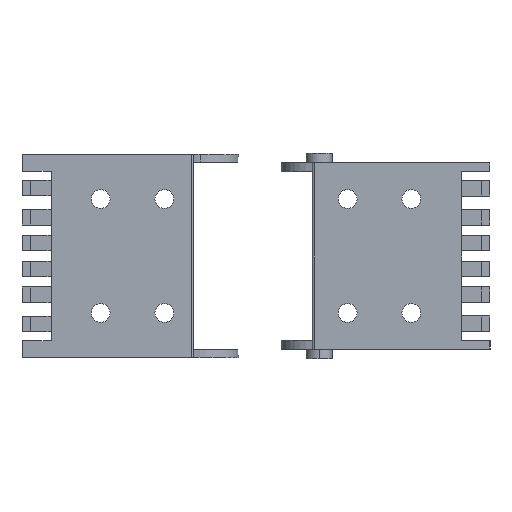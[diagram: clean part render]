
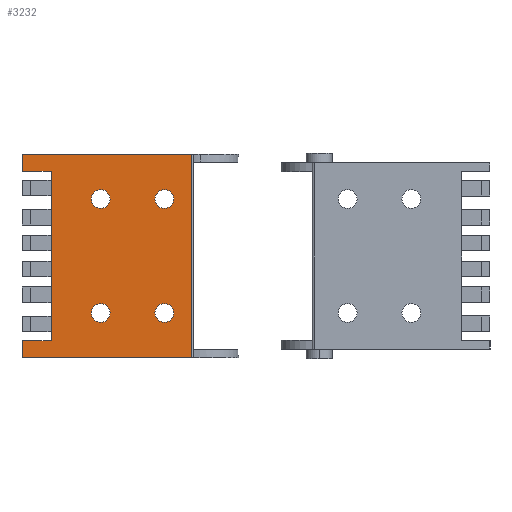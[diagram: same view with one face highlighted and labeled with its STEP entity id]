
A CAD part, front view. The second image highlights one B-rep face of the part: STEP entity #3232.
In plain terms, the highlighted planar face has unit normal (0, -1, 0).
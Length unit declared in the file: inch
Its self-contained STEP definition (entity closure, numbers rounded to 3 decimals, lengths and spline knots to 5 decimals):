
#10 = VERTEX_POINT ( 'NONE', #6148 ) ;
#45 = CARTESIAN_POINT ( 'NONE',  ( 0., 0., 0.09252 ) ) ;
#52 = CARTESIAN_POINT ( 'NONE',  ( -0.33465, 0., -2.09646 ) ) ;
#66 = EDGE_CURVE ( 'NONE', #1890, #1506, #1001, .T. ) ;
#72 = DIRECTION ( 'NONE',  ( 0., 1., 0. ) ) ;
#184 = EDGE_CURVE ( 'NONE', #10, #2139, #5804, .T. ) ;
#223 = CIRCLE ( 'NONE', #3060, 0.11024 ) ;
#359 = AXIS2_PLACEMENT_3D ( 'NONE', #3513, #1926, #6658 ) ;
#373 = CARTESIAN_POINT ( 'NONE',  ( -0.91732, 0., -1.66142 ) ) ;
#387 = EDGE_CURVE ( 'NONE', #416, #3245, #4596, .T. ) ;
#416 = VERTEX_POINT ( 'NONE', #6202 ) ;
#502 = PLANE ( 'NONE',  #5570 ) ;
#541 = DIRECTION ( 'NONE',  ( 1., 0., 0. ) ) ;
#757 = CARTESIAN_POINT ( 'NONE',  ( -1.98819, 0., 0. ) ) ;
#775 = CARTESIAN_POINT ( 'NONE',  ( 0., 0., 0. ) ) ;
#842 = VECTOR ( 'NONE', #1765, 39.37008 ) ;
#854 = DIRECTION ( 'NONE',  ( 0., 0., 1. ) ) ;
#883 = FACE_BOUND ( 'NONE', #3549, .T. ) ;
#913 = CARTESIAN_POINT ( 'NONE',  ( -1.66535, 0., -0.43307 ) ) ;
#960 = DIRECTION ( 'NONE',  ( 0., 1., 0. ) ) ;
#1001 = CIRCLE ( 'NONE', #359, 0.11024 ) ;
#1012 = FACE_OUTER_BOUND ( 'NONE', #6349, .T. ) ;
#1106 = AXIS2_PLACEMENT_3D ( 'NONE', #6276, #1577, #3677 ) ;
#1116 = VERTEX_POINT ( 'NONE', #373 ) ;
#1143 = ORIENTED_EDGE ( 'NONE', *, *, #3874, .T. ) ;
#1174 = ORIENTED_EDGE ( 'NONE', *, *, #4799, .T. ) ;
#1180 = CARTESIAN_POINT ( 'NONE',  ( -0.33465, 0., 0. ) ) ;
#1205 = FACE_BOUND ( 'NONE', #1406, .T. ) ;
#1263 = LINE ( 'NONE', #757, #1315 ) ;
#1289 = AXIS2_PLACEMENT_3D ( 'NONE', #3571, #3166, #3130 ) ;
#1315 = VECTOR ( 'NONE', #2698, 39.37008 ) ;
#1349 = VERTEX_POINT ( 'NONE', #2483 ) ;
#1406 = EDGE_LOOP ( 'NONE', ( #3205, #1624 ) ) ;
#1483 = EDGE_CURVE ( 'NONE', #3245, #416, #5773, .T. ) ;
#1496 = CIRCLE ( 'NONE', #6100, 0.11024 ) ;
#1499 = VECTOR ( 'NONE', #541, 39.37008 ) ;
#1506 = VERTEX_POINT ( 'NONE', #6465 ) ;
#1557 = DIRECTION ( 'NONE',  ( -1., 0., 0. ) ) ;
#1577 = DIRECTION ( 'NONE',  ( 0., 1., 0. ) ) ;
#1614 = CIRCLE ( 'NONE', #1289, 0.11024 ) ;
#1619 = CIRCLE ( 'NONE', #5777, 0.11024 ) ;
#1624 = ORIENTED_EDGE ( 'NONE', *, *, #6273, .T. ) ;
#1664 = CARTESIAN_POINT ( 'NONE',  ( 0., 0., -2.29724 ) ) ;
#1667 = EDGE_CURVE ( 'NONE', #2618, #10, #5832, .T. ) ;
#1753 = FACE_BOUND ( 'NONE', #5041, .T. ) ;
#1765 = DIRECTION ( 'NONE',  ( 0., 0., 1. ) ) ;
#1785 = DIRECTION ( 'NONE',  ( -1., 0., 0. ) ) ;
#1890 = VERTEX_POINT ( 'NONE', #4854 ) ;
#1906 = DIRECTION ( 'NONE',  ( 0., 0., -1. ) ) ;
#1926 = DIRECTION ( 'NONE',  ( 0., 1., 0. ) ) ;
#2014 = CARTESIAN_POINT ( 'NONE',  ( -1.66535, 0., -1.77165 ) ) ;
#2021 = EDGE_CURVE ( 'NONE', #3697, #1116, #1614, .T. ) ;
#2139 = VERTEX_POINT ( 'NONE', #45 ) ;
#2169 = LINE ( 'NONE', #4300, #4122 ) ;
#2193 = VECTOR ( 'NONE', #2720, 39.37008 ) ;
#2483 = CARTESIAN_POINT ( 'NONE',  ( -0.91732, 0., -0.54331 ) ) ;
#2487 = AXIS2_PLACEMENT_3D ( 'NONE', #6362, #5401, #4852 ) ;
#2543 = DIRECTION ( 'NONE',  ( 0., 0., 1. ) ) ;
#2544 = DIRECTION ( 'NONE',  ( 0., 0., 1. ) ) ;
#2618 = VERTEX_POINT ( 'NONE', #6297 ) ;
#2698 = DIRECTION ( 'NONE',  ( 0., 0., -1. ) ) ;
#2720 = DIRECTION ( 'NONE',  ( 0., 0., 1. ) ) ;
#2728 = ORIENTED_EDGE ( 'NONE', *, *, #387, .T. ) ;
#2753 = CARTESIAN_POINT ( 'NONE',  ( 0., 0., -0.10827 ) ) ;
#2864 = DIRECTION ( 'NONE',  ( 0., 0., 1. ) ) ;
#2955 = ORIENTED_EDGE ( 'NONE', *, *, #3109, .T. ) ;
#2980 = EDGE_CURVE ( 'NONE', #1116, #3697, #223, .T. ) ;
#3060 = AXIS2_PLACEMENT_3D ( 'NONE', #3164, #72, #2544 ) ;
#3109 = EDGE_CURVE ( 'NONE', #6043, #3840, #5387, .T. ) ;
#3130 = DIRECTION ( 'NONE',  ( 0., 0., 1. ) ) ;
#3164 = CARTESIAN_POINT ( 'NONE',  ( -0.91732, 0., -1.77165 ) ) ;
#3166 = DIRECTION ( 'NONE',  ( 0., 1., 0. ) ) ;
#3205 = ORIENTED_EDGE ( 'NONE', *, *, #66, .T. ) ;
#3232 = ADVANCED_FACE ( 'NONE', ( #1205, #1753, #3305, #883, #1012 ), #502, .T. ) ;
#3245 = VERTEX_POINT ( 'NONE', #6125 ) ;
#3305 = FACE_BOUND ( 'NONE', #4173, .T. ) ;
#3366 = CARTESIAN_POINT ( 'NONE',  ( 0., 0., -2.09646 ) ) ;
#3401 = ORIENTED_EDGE ( 'NONE', *, *, #4336, .T. ) ;
#3477 = EDGE_CURVE ( 'NONE', #3970, #6708, #5740, .T. ) ;
#3513 = CARTESIAN_POINT ( 'NONE',  ( -1.66535, 0., -0.43307 ) ) ;
#3543 = VERTEX_POINT ( 'NONE', #6429 ) ;
#3549 = EDGE_LOOP ( 'NONE', ( #5762, #3917 ) ) ;
#3571 = CARTESIAN_POINT ( 'NONE',  ( -0.91732, 0., -1.77165 ) ) ;
#3677 = DIRECTION ( 'NONE',  ( 0., 0., 1. ) ) ;
#3697 = VERTEX_POINT ( 'NONE', #5119 ) ;
#3719 = CARTESIAN_POINT ( 'NONE',  ( 0., 0., 0. ) ) ;
#3762 = DIRECTION ( 'NONE',  ( 1., 0., 0. ) ) ;
#3840 = VERTEX_POINT ( 'NONE', #52 ) ;
#3874 = EDGE_CURVE ( 'NONE', #2139, #3543, #2169, .T. ) ;
#3917 = ORIENTED_EDGE ( 'NONE', *, *, #2021, .T. ) ;
#3970 = VERTEX_POINT ( 'NONE', #5461 ) ;
#4009 = EDGE_CURVE ( 'NONE', #6708, #6043, #4878, .T. ) ;
#4033 = EDGE_CURVE ( 'NONE', #3840, #2618, #4366, .T. ) ;
#4099 = DIRECTION ( 'NONE',  ( 0., -1., 0. ) ) ;
#4122 = VECTOR ( 'NONE', #1557, 39.37008 ) ;
#4173 = EDGE_LOOP ( 'NONE', ( #2728, #6056 ) ) ;
#4180 = DIRECTION ( 'NONE',  ( 0., 0., 1. ) ) ;
#4300 = CARTESIAN_POINT ( 'NONE',  ( 0., 0., 0.09252 ) ) ;
#4336 = EDGE_CURVE ( 'NONE', #5548, #1349, #5043, .T. ) ;
#4366 = LINE ( 'NONE', #1180, #842 ) ;
#4513 = CARTESIAN_POINT ( 'NONE',  ( 0., 0., 0. ) ) ;
#4596 = CIRCLE ( 'NONE', #6571, 0.11024 ) ;
#4721 = DIRECTION ( 'NONE',  ( 0., 1., 0. ) ) ;
#4799 = EDGE_CURVE ( 'NONE', #3543, #3970, #1263, .T. ) ;
#4852 = DIRECTION ( 'NONE',  ( 0., 0., 1. ) ) ;
#4854 = CARTESIAN_POINT ( 'NONE',  ( -1.66535, 0., -0.32283 ) ) ;
#4878 = LINE ( 'NONE', #775, #6747 ) ;
#5041 = EDGE_LOOP ( 'NONE', ( #3401, #6021 ) ) ;
#5043 = CIRCLE ( 'NONE', #1106, 0.11024 ) ;
#5090 = DIRECTION ( 'NONE',  ( 0., 1., 0. ) ) ;
#5119 = CARTESIAN_POINT ( 'NONE',  ( -0.91732, 0., -1.88189 ) ) ;
#5176 = CARTESIAN_POINT ( 'NONE',  ( -0.91732, 0., -0.43307 ) ) ;
#5205 = CARTESIAN_POINT ( 'NONE',  ( 0., 0., -2.09646 ) ) ;
#5283 = CARTESIAN_POINT ( 'NONE',  ( -0.91732, 0., -0.32283 ) ) ;
#5387 = LINE ( 'NONE', #3366, #5464 ) ;
#5401 = DIRECTION ( 'NONE',  ( 0., 1., 0. ) ) ;
#5437 = ORIENTED_EDGE ( 'NONE', *, *, #4009, .T. ) ;
#5461 = CARTESIAN_POINT ( 'NONE',  ( -1.98819, 0., -2.29724 ) ) ;
#5464 = VECTOR ( 'NONE', #1785, 39.37008 ) ;
#5529 = ORIENTED_EDGE ( 'NONE', *, *, #3477, .T. ) ;
#5548 = VERTEX_POINT ( 'NONE', #5283 ) ;
#5570 = AXIS2_PLACEMENT_3D ( 'NONE', #4513, #4099, #1906 ) ;
#5740 = LINE ( 'NONE', #1664, #6087 ) ;
#5762 = ORIENTED_EDGE ( 'NONE', *, *, #2980, .T. ) ;
#5773 = CIRCLE ( 'NONE', #2487, 0.11024 ) ;
#5777 = AXIS2_PLACEMENT_3D ( 'NONE', #913, #5090, #854 ) ;
#5804 = LINE ( 'NONE', #3719, #2193 ) ;
#5832 = LINE ( 'NONE', #2753, #1499 ) ;
#5840 = ORIENTED_EDGE ( 'NONE', *, *, #184, .T. ) ;
#5901 = EDGE_CURVE ( 'NONE', #1349, #5548, #1496, .T. ) ;
#6021 = ORIENTED_EDGE ( 'NONE', *, *, #5901, .T. ) ;
#6043 = VERTEX_POINT ( 'NONE', #5205 ) ;
#6056 = ORIENTED_EDGE ( 'NONE', *, *, #1483, .T. ) ;
#6087 = VECTOR ( 'NONE', #3762, 39.37008 ) ;
#6100 = AXIS2_PLACEMENT_3D ( 'NONE', #5176, #4721, #4180 ) ;
#6125 = CARTESIAN_POINT ( 'NONE',  ( -1.66535, 0., -1.88189 ) ) ;
#6148 = CARTESIAN_POINT ( 'NONE',  ( 0., 0., -0.10827 ) ) ;
#6202 = CARTESIAN_POINT ( 'NONE',  ( -1.66535, 0., -1.66142 ) ) ;
#6269 = ORIENTED_EDGE ( 'NONE', *, *, #1667, .T. ) ;
#6273 = EDGE_CURVE ( 'NONE', #1506, #1890, #1619, .T. ) ;
#6276 = CARTESIAN_POINT ( 'NONE',  ( -0.91732, 0., -0.43307 ) ) ;
#6297 = CARTESIAN_POINT ( 'NONE',  ( -0.33465, 0., -0.10827 ) ) ;
#6298 = ORIENTED_EDGE ( 'NONE', *, *, #4033, .T. ) ;
#6349 = EDGE_LOOP ( 'NONE', ( #6269, #5840, #1143, #1174, #5529, #5437, #2955, #6298 ) ) ;
#6362 = CARTESIAN_POINT ( 'NONE',  ( -1.66535, 0., -1.77165 ) ) ;
#6429 = CARTESIAN_POINT ( 'NONE',  ( -1.98819, 0., 0.09252 ) ) ;
#6465 = CARTESIAN_POINT ( 'NONE',  ( -1.66535, 0., -0.54331 ) ) ;
#6564 = CARTESIAN_POINT ( 'NONE',  ( 0., 0., -2.29724 ) ) ;
#6571 = AXIS2_PLACEMENT_3D ( 'NONE', #2014, #960, #2543 ) ;
#6658 = DIRECTION ( 'NONE',  ( 0., 0., 1. ) ) ;
#6708 = VERTEX_POINT ( 'NONE', #6564 ) ;
#6747 = VECTOR ( 'NONE', #2864, 39.37008 ) ;
